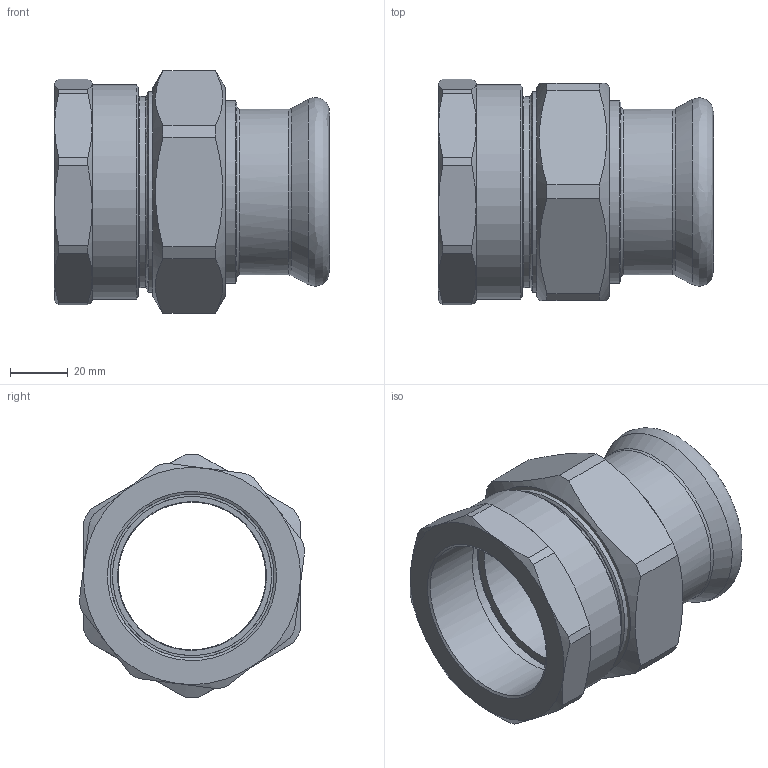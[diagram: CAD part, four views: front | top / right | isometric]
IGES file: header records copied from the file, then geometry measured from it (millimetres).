
Global section: file name: S62VJ; native system: Autodesk Inventor 2016; preprocessor: unknown; author: aporro; date: 20180209.165737; units: millimetre
Bounding box: 95 x 77.95 x 83.87 mm (x, y, z)
Volume: 133280.2 mm3; surface area: 60089 mm2
Topology: 4 solids, 4 shells, 99 faces, 270 edges, 187 vertices
Faces by surface type: bspline 99
